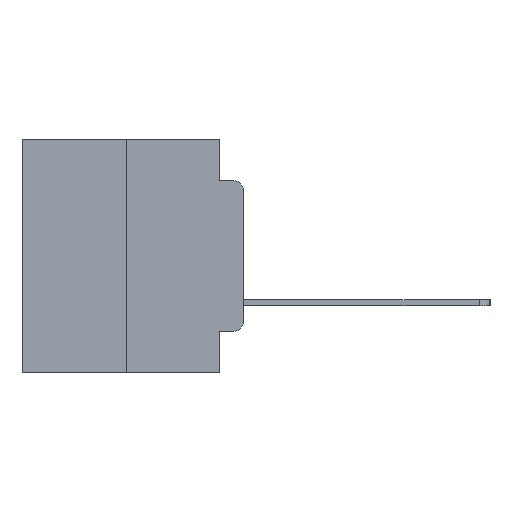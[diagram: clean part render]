
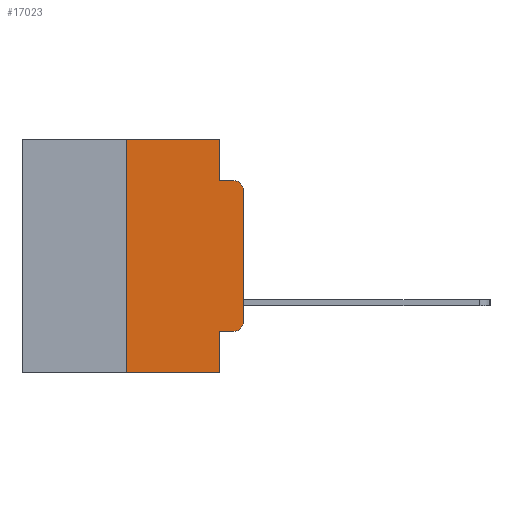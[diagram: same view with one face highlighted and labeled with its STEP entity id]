
A CAD part, left-side view. The second image highlights one B-rep face of the part: STEP entity #17023.
In plain terms, the highlighted planar face has unit normal (-1, 0, 0).
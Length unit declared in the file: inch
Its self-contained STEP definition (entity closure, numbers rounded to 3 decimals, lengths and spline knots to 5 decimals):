
#743 = EDGE_CURVE ( 'NONE', #2430, #24695, #24458, .T. ) ;
#1901 = VERTEX_POINT ( 'NONE', #24464 ) ;
#1972 = DIRECTION ( 'NONE',  ( -1., 0., 0. ) ) ;
#2037 = LINE ( 'NONE', #7878, #17259 ) ;
#2430 = VERTEX_POINT ( 'NONE', #18674 ) ;
#2478 = CARTESIAN_POINT ( 'NONE',  ( 0., 0.051, -0.0885 ) ) ;
#2704 = ORIENTED_EDGE ( 'NONE', *, *, #10364, .T. ) ;
#2766 = CARTESIAN_POINT ( 'NONE',  ( 0., 0.02, -0.4115 ) ) ;
#2828 = AXIS2_PLACEMENT_3D ( 'NONE', #11285, #15205, #3304 ) ;
#3138 = EDGE_LOOP ( 'NONE', ( #14857, #19936, #10890, #11502, #17266, #7517, #2704, #22908, #8791, #24087 ) ) ;
#3215 = PLANE ( 'NONE',  #2828 ) ;
#3304 = DIRECTION ( 'NONE',  ( 0., 0., -1. ) ) ;
#3529 = VECTOR ( 'NONE', #20069, 39.37008 ) ;
#3751 = CARTESIAN_POINT ( 'NONE',  ( 0., 0.02, -0.1085 ) ) ;
#5840 = DIRECTION ( 'NONE',  ( 0., 0., -1. ) ) ;
#6505 = VECTOR ( 'NONE', #8546, 39.37008 ) ;
#6875 = CARTESIAN_POINT ( 'NONE',  ( 0., 0.02, -0.0885 ) ) ;
#7129 = VERTEX_POINT ( 'NONE', #13235 ) ;
#7517 = ORIENTED_EDGE ( 'NONE', *, *, #743, .F. ) ;
#7878 = CARTESIAN_POINT ( 'NONE',  ( 0., 0.051, 0. ) ) ;
#8048 = LINE ( 'NONE', #10053, #13230 ) ;
#8533 = EDGE_CURVE ( 'NONE', #21991, #21572, #2037, .T. ) ;
#8546 = DIRECTION ( 'NONE',  ( 0., -1., 0. ) ) ;
#8791 = ORIENTED_EDGE ( 'NONE', *, *, #19863, .T. ) ;
#9856 = DIRECTION ( 'NONE',  ( 0., 0., -1. ) ) ;
#9862 = LINE ( 'NONE', #15316, #23946 ) ;
#9952 = VERTEX_POINT ( 'NONE', #6875 ) ;
#10053 = CARTESIAN_POINT ( 'NONE',  ( 0., 0.473, -0.5 ) ) ;
#10364 = EDGE_CURVE ( 'NONE', #2430, #17653, #8048, .T. ) ;
#10890 = ORIENTED_EDGE ( 'NONE', *, *, #20205, .F. ) ;
#11005 = DIRECTION ( 'NONE',  ( 0., -1., 0. ) ) ;
#11285 = CARTESIAN_POINT ( 'NONE',  ( 0., 0.473, 0. ) ) ;
#11502 = ORIENTED_EDGE ( 'NONE', *, *, #8533, .F. ) ;
#11791 = CARTESIAN_POINT ( 'NONE',  ( 0., 0.051, -0.4115 ) ) ;
#11939 = CIRCLE ( 'NONE', #22894, 0.02 ) ;
#12146 = EDGE_CURVE ( 'NONE', #14289, #1901, #11939, .T. ) ;
#13230 = VECTOR ( 'NONE', #23466, 39.37008 ) ;
#13235 = CARTESIAN_POINT ( 'NONE',  ( 0., 0.051, -0.4115 ) ) ;
#13354 = DIRECTION ( 'NONE',  ( 0., 0., -1. ) ) ;
#13755 = FACE_OUTER_BOUND ( 'NONE', #3138, .T. ) ;
#13981 = CARTESIAN_POINT ( 'NONE',  ( 0., 0.02, -0.3915 ) ) ;
#14289 = VERTEX_POINT ( 'NONE', #2766 ) ;
#14588 = EDGE_CURVE ( 'NONE', #17761, #9952, #20507, .T. ) ;
#14857 = ORIENTED_EDGE ( 'NONE', *, *, #15894, .T. ) ;
#15205 = DIRECTION ( 'NONE',  ( 1., 0., 0. ) ) ;
#15297 = AXIS2_PLACEMENT_3D ( 'NONE', #3751, #17564, #5840 ) ;
#15316 = CARTESIAN_POINT ( 'NONE',  ( 0., 0.051, 0. ) ) ;
#15894 = EDGE_CURVE ( 'NONE', #1901, #17761, #19217, .T. ) ;
#15940 = DIRECTION ( 'NONE',  ( 0., 0., -1. ) ) ;
#16778 = CARTESIAN_POINT ( 'NONE',  ( 0., 0.473, 0. ) ) ;
#17013 = CARTESIAN_POINT ( 'NONE',  ( 0., 0.051, -0.5 ) ) ;
#17023 = ADVANCED_FACE ( 'NONE', ( #13755 ), #3215, .F. ) ;
#17175 = LINE ( 'NONE', #16778, #21652 ) ;
#17259 = VECTOR ( 'NONE', #9856, 39.37008 ) ;
#17266 = ORIENTED_EDGE ( 'NONE', *, *, #20406, .F. ) ;
#17564 = DIRECTION ( 'NONE',  ( -1., 0., 0. ) ) ;
#17653 = VERTEX_POINT ( 'NONE', #17013 ) ;
#17761 = VERTEX_POINT ( 'NONE', #21171 ) ;
#18162 = CARTESIAN_POINT ( 'NONE',  ( 0., 0., 0. ) ) ;
#18674 = CARTESIAN_POINT ( 'NONE',  ( 0., 0.25, -0.5 ) ) ;
#18891 = CARTESIAN_POINT ( 'NONE',  ( 0., 0.051, -0.0885 ) ) ;
#18992 = VECTOR ( 'NONE', #25123, 39.37008 ) ;
#19217 = LINE ( 'NONE', #18162, #3529 ) ;
#19863 = EDGE_CURVE ( 'NONE', #7129, #14289, #24008, .T. ) ;
#19936 = ORIENTED_EDGE ( 'NONE', *, *, #14588, .T. ) ;
#20067 = VECTOR ( 'NONE', #22702, 39.37008 ) ;
#20069 = DIRECTION ( 'NONE',  ( 0., 0., 1. ) ) ;
#20205 = EDGE_CURVE ( 'NONE', #21572, #9952, #21357, .T. ) ;
#20217 = CARTESIAN_POINT ( 'NONE',  ( 0., 0.051, 0. ) ) ;
#20406 = EDGE_CURVE ( 'NONE', #24695, #21991, #17175, .T. ) ;
#20507 = CIRCLE ( 'NONE', #15297, 0.02 ) ;
#21132 = EDGE_CURVE ( 'NONE', #7129, #17653, #9862, .T. ) ;
#21171 = CARTESIAN_POINT ( 'NONE',  ( 0., 0., -0.1085 ) ) ;
#21357 = LINE ( 'NONE', #2478, #6505 ) ;
#21572 = VERTEX_POINT ( 'NONE', #18891 ) ;
#21652 = VECTOR ( 'NONE', #11005, 39.37008 ) ;
#21991 = VERTEX_POINT ( 'NONE', #20217 ) ;
#22702 = DIRECTION ( 'NONE',  ( 0., 0., 1. ) ) ;
#22894 = AXIS2_PLACEMENT_3D ( 'NONE', #13981, #1972, #15940 ) ;
#22908 = ORIENTED_EDGE ( 'NONE', *, *, #21132, .F. ) ;
#23466 = DIRECTION ( 'NONE',  ( 0., -1., 0. ) ) ;
#23946 = VECTOR ( 'NONE', #13354, 39.37008 ) ;
#24008 = LINE ( 'NONE', #11791, #18992 ) ;
#24051 = CARTESIAN_POINT ( 'NONE',  ( 0., 0.25, 0. ) ) ;
#24087 = ORIENTED_EDGE ( 'NONE', *, *, #12146, .T. ) ;
#24145 = CARTESIAN_POINT ( 'NONE',  ( 0., 0.25, 0. ) ) ;
#24458 = LINE ( 'NONE', #24051, #20067 ) ;
#24464 = CARTESIAN_POINT ( 'NONE',  ( 0., 0., -0.3915 ) ) ;
#24695 = VERTEX_POINT ( 'NONE', #24145 ) ;
#25123 = DIRECTION ( 'NONE',  ( 0., -1., 0. ) ) ;
